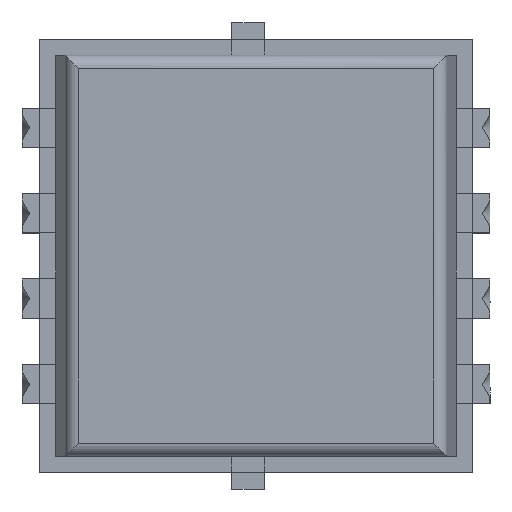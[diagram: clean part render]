
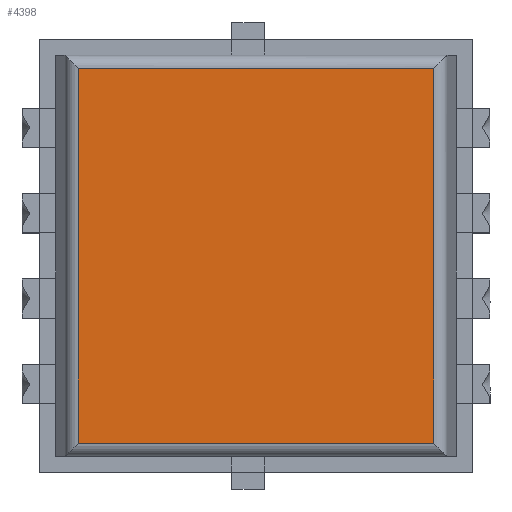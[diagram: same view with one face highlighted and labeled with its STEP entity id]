
A CAD part, top view. The second image highlights one B-rep face of the part: STEP entity #4398.
In plain terms, the highlighted planar face has unit normal (0, 0, 1).
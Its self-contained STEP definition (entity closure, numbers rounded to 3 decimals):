
#386=FACE_OUTER_BOUND('',#626,.T.);
#626=EDGE_LOOP('',(#2982,#2983,#2984,#2985));
#882=LINE('',#5823,#1365);
#885=LINE('',#5835,#1368);
#886=LINE('',#5841,#1369);
#889=LINE('',#5851,#1372);
#1365=VECTOR('',#4928,10.);
#1368=VECTOR('',#4939,10.);
#1369=VECTOR('',#4946,10.);
#1372=VECTOR('',#4957,10.);
#1846=VERTEX_POINT('',#5821);
#1847=VERTEX_POINT('',#5822);
#1852=VERTEX_POINT('',#5834);
#1854=VERTEX_POINT('',#5840);
#2292=EDGE_CURVE('',#1846,#1847,#882,.T.);
#2298=EDGE_CURVE('',#1847,#1852,#885,.T.);
#2301=EDGE_CURVE('',#1854,#1846,#886,.T.);
#2307=EDGE_CURVE('',#1852,#1854,#889,.T.);
#2982=ORIENTED_EDGE('',*,*,#2292,.F.);
#2983=ORIENTED_EDGE('',*,*,#2301,.F.);
#2984=ORIENTED_EDGE('',*,*,#2307,.F.);
#2985=ORIENTED_EDGE('',*,*,#2298,.F.);
#4257=PLANE('',#4719);
#4398=ADVANCED_FACE('',(#386),#4257,.T.);
#4719=AXIS2_PLACEMENT_3D('',#5857,#4965,#4966);
#4928=DIRECTION('',(0.,-1.,0.));
#4939=DIRECTION('',(-1.,0.,0.));
#4946=DIRECTION('',(1.,0.,0.));
#4957=DIRECTION('',(0.,1.,0.));
#4965=DIRECTION('center_axis',(0.,0.,1.));
#4966=DIRECTION('ref_axis',(1.,0.,0.));
#5821=CARTESIAN_POINT('',(1.352,1.425,1.12));
#5822=CARTESIAN_POINT('',(1.352,-1.425,1.12));
#5823=CARTESIAN_POINT('',(1.352,-1.525,1.12));
#5834=CARTESIAN_POINT('',(-1.352,-1.425,1.12));
#5835=CARTESIAN_POINT('',(-0.721,-1.425,1.12));
#5840=CARTESIAN_POINT('',(-1.352,1.425,1.12));
#5841=CARTESIAN_POINT('',(-0.721,1.425,1.12));
#5851=CARTESIAN_POINT('',(-1.352,-1.525,1.12));
#5857=CARTESIAN_POINT('Origin',(-1.442,-1.525,1.12));
